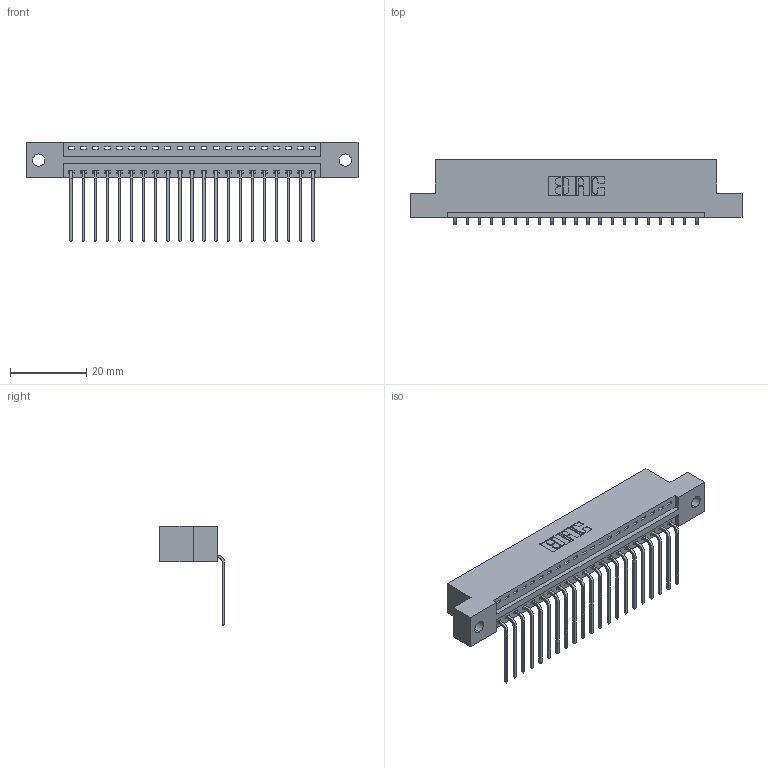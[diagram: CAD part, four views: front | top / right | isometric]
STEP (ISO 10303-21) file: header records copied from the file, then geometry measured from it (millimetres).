
FILE_DESCRIPTION (( 'STEP AP203' ), '1' );
FILE_NAME ('396-021-559-102.STEP', '2019-10-31T21:00:54', ( '' ), ( '' ), 'SwSTEP 2.0', 'SolidWorks 2016', '' );
FILE_SCHEMA (( 'CONFIG_CONTROL_DESIGN' ));
Length unit declared in the file: inch
Products named in the file (3): 396-021-559-102; 346 Part_Flush Mounting Lugs - 0.128 Dia; 345-292-001_558 559 Tail - 1
Assembly tree (22 placements, depth 2):
  396-021-559-102
    346 Part_Flush Mounting Lugs - 0.128 Dia
    345-292-001_558 559 Tail - 1  x21
Bounding box: 87.25 x 17.08 x 26.16 mm (x, y, z)
Volume: 8240.3 mm3; surface area: 10218.8 mm2
Topology: 22 solids, 22 shells, 1382 faces, 4151 edges, 2738 vertices
Faces by surface type: plane 958, cylinder 424
Entity records: 15947 total; most frequent: CARTESIAN_POINT 2747, ORIENTED_EDGE 2702, DIRECTION 2449, EDGE_CURVE 1351, LINE 1135, VECTOR 1135, VERTEX_POINT 898, AXIS2_PLACEMENT_3D 657
